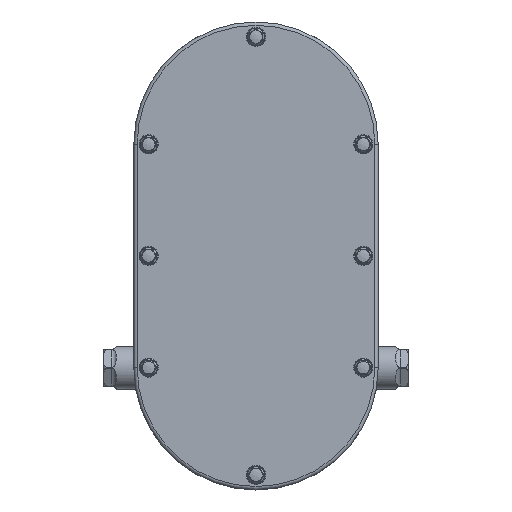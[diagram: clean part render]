
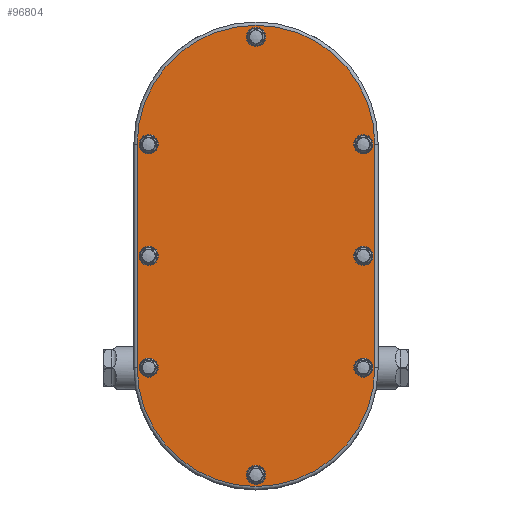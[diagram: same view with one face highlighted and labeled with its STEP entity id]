
A CAD part, top view. The second image highlights one B-rep face of the part: STEP entity #96804.
In plain terms, the highlighted planar face has unit normal (0, 0, 1).
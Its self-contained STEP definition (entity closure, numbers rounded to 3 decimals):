
#607 = DIRECTION ( 'NONE',  ( 0., 1., 0. ) ) ;
#3383 = CIRCLE ( 'NONE', #70421, 2.795 ) ;
#5895 = DIRECTION ( 'NONE',  ( 1., 0., 0. ) ) ;
#7181 = VERTEX_POINT ( 'NONE', #83916 ) ;
#7380 = VERTEX_POINT ( 'NONE', #21828 ) ;
#8545 = ORIENTED_EDGE ( 'NONE', *, *, #93856, .T. ) ;
#9345 = AXIS2_PLACEMENT_3D ( 'NONE', #48503, #58691, #5895 ) ;
#10355 = VERTEX_POINT ( 'NONE', #16693 ) ;
#10365 = EDGE_CURVE ( 'NONE', #102452, #102452, #110534, .T. ) ;
#12620 = DIRECTION ( 'NONE',  ( 0., 0., 1. ) ) ;
#14304 = DIRECTION ( 'NONE',  ( -1., 0., 0. ) ) ;
#14604 = DIRECTION ( 'NONE',  ( 1., 0., 0. ) ) ;
#15306 = DIRECTION ( 'NONE',  ( 0., -1., 0. ) ) ;
#16262 = DIRECTION ( 'NONE',  ( 0., 0., -1. ) ) ;
#16609 = EDGE_LOOP ( 'NONE', ( #20391 ) ) ;
#16693 = CARTESIAN_POINT ( 'NONE',  ( -2.795, 5.254, 4.868 ) ) ;
#17073 = VERTEX_POINT ( 'NONE', #107543 ) ;
#17991 = EDGE_LOOP ( 'NONE', ( #75285 ) ) ;
#19289 = FACE_OUTER_BOUND ( 'NONE', #45404, .T. ) ;
#20391 = ORIENTED_EDGE ( 'NONE', *, *, #43570, .T. ) ;
#21136 = CARTESIAN_POINT ( 'NONE',  ( 0., 0., 4.868 ) ) ;
#21828 = CARTESIAN_POINT ( 'NONE',  ( 2.795, 0., 4.868 ) ) ;
#22366 = DIRECTION ( 'NONE',  ( 0., 0., 1. ) ) ;
#24677 = EDGE_LOOP ( 'NONE', ( #53167 ) ) ;
#24777 = CARTESIAN_POINT ( 'NONE',  ( 2.524, 5.254, 4.868 ) ) ;
#24987 = EDGE_CURVE ( 'NONE', #7380, #17073, #106787, .T. ) ;
#25478 = AXIS2_PLACEMENT_3D ( 'NONE', #92120, #91039, #14304 ) ;
#26117 = FACE_BOUND ( 'NONE', #50736, .T. ) ;
#26583 = AXIS2_PLACEMENT_3D ( 'NONE', #26693, #105064, #44853 ) ;
#26693 = CARTESIAN_POINT ( 'NONE',  ( 0., 7.778, 4.868 ) ) ;
#27441 = CIRCLE ( 'NONE', #9345, 0.222 ) ;
#28235 = CIRCLE ( 'NONE', #108009, 0.222 ) ;
#29271 = VERTEX_POINT ( 'NONE', #55412 ) ;
#29535 = CARTESIAN_POINT ( 'NONE',  ( -2.524, 2.627, 4.868 ) ) ;
#33866 = CARTESIAN_POINT ( 'NONE',  ( -2.302, 0., 4.868 ) ) ;
#33877 = CIRCLE ( 'NONE', #26583, 0.222 ) ;
#35743 = DIRECTION ( 'NONE',  ( -1., 0., 0. ) ) ;
#36505 = EDGE_LOOP ( 'NONE', ( #86909 ) ) ;
#37388 = ORIENTED_EDGE ( 'NONE', *, *, #10365, .F. ) ;
#37515 = ORIENTED_EDGE ( 'NONE', *, *, #89918, .T. ) ;
#39718 = LINE ( 'NONE', #65869, #103796 ) ;
#40303 = CIRCLE ( 'NONE', #96619, 0.222 ) ;
#40381 = AXIS2_PLACEMENT_3D ( 'NONE', #24777, #16262, #50896 ) ;
#43570 = EDGE_CURVE ( 'NONE', #61733, #61733, #27441, .T. ) ;
#43726 = CARTESIAN_POINT ( 'NONE',  ( -2.524, 5.254, 4.868 ) ) ;
#43914 = DIRECTION ( 'NONE',  ( 1., 0., 0. ) ) ;
#44269 = FACE_BOUND ( 'NONE', #103815, .T. ) ;
#44481 = EDGE_CURVE ( 'NONE', #69693, #69693, #40303, .T. ) ;
#44836 = PLANE ( 'NONE',  #62610 ) ;
#44853 = DIRECTION ( 'NONE',  ( 1., 0., 0. ) ) ;
#45176 = EDGE_CURVE ( 'NONE', #54327, #54327, #76732, .T. ) ;
#45404 = EDGE_LOOP ( 'NONE', ( #37515, #8545, #49753, #57097 ) ) ;
#45586 = DIRECTION ( 'NONE',  ( -1., 0., 0. ) ) ;
#45830 = CARTESIAN_POINT ( 'NONE',  ( 0.222, -2.524, 4.868 ) ) ;
#45969 = FACE_BOUND ( 'NONE', #24677, .T. ) ;
#48503 = CARTESIAN_POINT ( 'NONE',  ( 0., -2.524, 4.868 ) ) ;
#49753 = ORIENTED_EDGE ( 'NONE', *, *, #51494, .T. ) ;
#50736 = EDGE_LOOP ( 'NONE', ( #101961 ) ) ;
#50896 = DIRECTION ( 'NONE',  ( 1., 0., 0. ) ) ;
#51283 = VECTOR ( 'NONE', #607, 39.37 ) ;
#51494 = EDGE_CURVE ( 'NONE', #73147, #7380, #3383, .T. ) ;
#52213 = FACE_BOUND ( 'NONE', #17991, .T. ) ;
#53167 = ORIENTED_EDGE ( 'NONE', *, *, #45176, .T. ) ;
#54327 = VERTEX_POINT ( 'NONE', #104900 ) ;
#54475 = FACE_BOUND ( 'NONE', #36505, .T. ) ;
#55412 = CARTESIAN_POINT ( 'NONE',  ( 2.746, 0., 4.868 ) ) ;
#57000 = DIRECTION ( 'NONE',  ( 1., 0., 0. ) ) ;
#57097 = ORIENTED_EDGE ( 'NONE', *, *, #24987, .T. ) ;
#58691 = DIRECTION ( 'NONE',  ( 0., 0., -1. ) ) ;
#60750 = CARTESIAN_POINT ( 'NONE',  ( 0., 5.254, 4.868 ) ) ;
#61529 = VERTEX_POINT ( 'NONE', #86027 ) ;
#61733 = VERTEX_POINT ( 'NONE', #45830 ) ;
#62610 = AXIS2_PLACEMENT_3D ( 'NONE', #60750, #95413, #35743 ) ;
#62868 = CARTESIAN_POINT ( 'NONE',  ( -2.302, 2.627, 4.868 ) ) ;
#64190 = DIRECTION ( 'NONE',  ( 1., 0., 0. ) ) ;
#65869 = CARTESIAN_POINT ( 'NONE',  ( -2.795, 5.254, 4.868 ) ) ;
#69693 = VERTEX_POINT ( 'NONE', #62868 ) ;
#70268 = ORIENTED_EDGE ( 'NONE', *, *, #97271, .F. ) ;
#70421 = AXIS2_PLACEMENT_3D ( 'NONE', #21136, #12620, #45586 ) ;
#72132 = DIRECTION ( 'NONE',  ( 0., 0., 1. ) ) ;
#73147 = VERTEX_POINT ( 'NONE', #87793 ) ;
#74690 = CIRCLE ( 'NONE', #92871, 0.222 ) ;
#75285 = ORIENTED_EDGE ( 'NONE', *, *, #44481, .F. ) ;
#76732 = CIRCLE ( 'NONE', #40381, 0.222 ) ;
#77459 = DIRECTION ( 'NONE',  ( 0., 0., 1. ) ) ;
#78104 = CIRCLE ( 'NONE', #85339, 0.222 ) ;
#80087 = DIRECTION ( 'NONE',  ( 0., 0., 1. ) ) ;
#81540 = AXIS2_PLACEMENT_3D ( 'NONE', #104150, #77459, #43914 ) ;
#81992 = EDGE_LOOP ( 'NONE', ( #100999 ) ) ;
#83747 = EDGE_CURVE ( 'NONE', #7181, #7181, #33877, .T. ) ;
#83916 = CARTESIAN_POINT ( 'NONE',  ( 0.222, 7.778, 4.868 ) ) ;
#85339 = AXIS2_PLACEMENT_3D ( 'NONE', #43726, #80087, #86938 ) ;
#86027 = CARTESIAN_POINT ( 'NONE',  ( -2.302, 5.254, 4.868 ) ) ;
#86909 = ORIENTED_EDGE ( 'NONE', *, *, #106435, .F. ) ;
#86938 = DIRECTION ( 'NONE',  ( 1., 0., 0. ) ) ;
#86963 = CARTESIAN_POINT ( 'NONE',  ( 2.795, 5.254, 4.868 ) ) ;
#87275 = VERTEX_POINT ( 'NONE', #33866 ) ;
#87793 = CARTESIAN_POINT ( 'NONE',  ( -2.795, 0., 4.868 ) ) ;
#89918 = EDGE_CURVE ( 'NONE', #17073, #10355, #105361, .T. ) ;
#91039 = DIRECTION ( 'NONE',  ( 0., 0., 1. ) ) ;
#91814 = EDGE_CURVE ( 'NONE', #87275, #87275, #74690, .T. ) ;
#92120 = CARTESIAN_POINT ( 'NONE',  ( 0., 5.254, 4.868 ) ) ;
#92871 = AXIS2_PLACEMENT_3D ( 'NONE', #92990, #103731, #14604 ) ;
#92990 = CARTESIAN_POINT ( 'NONE',  ( -2.524, 0., 4.868 ) ) ;
#93341 = EDGE_LOOP ( 'NONE', ( #37388 ) ) ;
#93856 = EDGE_CURVE ( 'NONE', #10355, #73147, #39718, .T. ) ;
#95413 = DIRECTION ( 'NONE',  ( 0., 0., -1. ) ) ;
#96619 = AXIS2_PLACEMENT_3D ( 'NONE', #29535, #72132, #64190 ) ;
#96804 = ADVANCED_FACE ( 'NONE', ( #105047, #97665, #45969, #103934, #54475, #44269, #26117, #52213, #19289 ), #44836, .F. ) ;
#97271 = EDGE_CURVE ( 'NONE', #29271, #29271, #28235, .T. ) ;
#97665 = FACE_BOUND ( 'NONE', #16609, .T. ) ;
#100999 = ORIENTED_EDGE ( 'NONE', *, *, #91814, .T. ) ;
#101288 = CARTESIAN_POINT ( 'NONE',  ( 2.524, 0., 4.868 ) ) ;
#101961 = ORIENTED_EDGE ( 'NONE', *, *, #83747, .F. ) ;
#102452 = VERTEX_POINT ( 'NONE', #109839 ) ;
#103731 = DIRECTION ( 'NONE',  ( 0., 0., -1. ) ) ;
#103796 = VECTOR ( 'NONE', #15306, 39.37 ) ;
#103815 = EDGE_LOOP ( 'NONE', ( #70268 ) ) ;
#103934 = FACE_BOUND ( 'NONE', #93341, .T. ) ;
#104150 = CARTESIAN_POINT ( 'NONE',  ( 2.524, 2.627, 4.868 ) ) ;
#104900 = CARTESIAN_POINT ( 'NONE',  ( 2.746, 5.254, 4.868 ) ) ;
#105047 = FACE_BOUND ( 'NONE', #81992, .T. ) ;
#105064 = DIRECTION ( 'NONE',  ( 0., 0., 1. ) ) ;
#105361 = CIRCLE ( 'NONE', #25478, 2.795 ) ;
#106435 = EDGE_CURVE ( 'NONE', #61529, #61529, #78104, .T. ) ;
#106787 = LINE ( 'NONE', #86963, #51283 ) ;
#107543 = CARTESIAN_POINT ( 'NONE',  ( 2.795, 5.254, 4.868 ) ) ;
#108009 = AXIS2_PLACEMENT_3D ( 'NONE', #101288, #22366, #57000 ) ;
#109839 = CARTESIAN_POINT ( 'NONE',  ( 2.746, 2.627, 4.868 ) ) ;
#110534 = CIRCLE ( 'NONE', #81540, 0.222 ) ;
